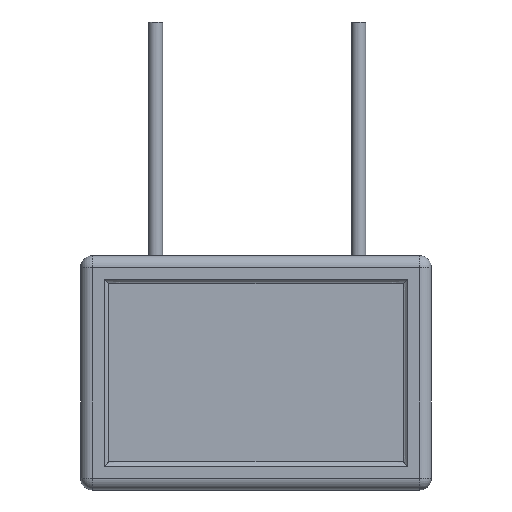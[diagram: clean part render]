
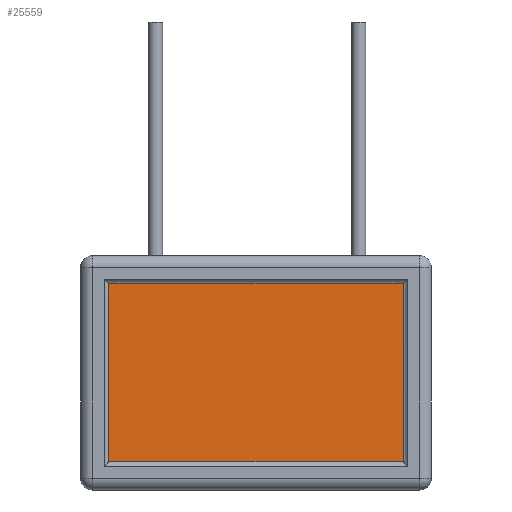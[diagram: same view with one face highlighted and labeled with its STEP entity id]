
A CAD part, front view. The second image highlights one B-rep face of the part: STEP entity #25559.
In plain terms, the highlighted planar face has unit normal (0, -1, 0).
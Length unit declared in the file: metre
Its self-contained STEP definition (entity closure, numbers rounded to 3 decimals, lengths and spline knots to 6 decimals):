
#1384=LINE('',#36602,#3382);
#1385=LINE('',#36738,#3383);
#1386=LINE('',#36864,#3384);
#1387=LINE('',#36985,#3385);
#3382=VECTOR('',#28982,1.);
#3383=VECTOR('',#28983,1.);
#3384=VECTOR('',#28984,1.);
#3385=VECTOR('',#28985,1.);
#6842=ORIENTED_EDGE('',*,*,#15013,.F.);
#6843=ORIENTED_EDGE('',*,*,#15006,.F.);
#6844=ORIENTED_EDGE('',*,*,#15010,.F.);
#6845=ORIENTED_EDGE('',*,*,#15012,.F.);
#15006=EDGE_CURVE('',#19096,#19097,#1384,.F.);
#15010=EDGE_CURVE('',#19098,#19096,#1385,.F.);
#15012=EDGE_CURVE('',#19099,#19098,#1386,.T.);
#15013=EDGE_CURVE('',#19097,#19099,#1387,.T.);
#19096=VERTEX_POINT('',#36603);
#19097=VERTEX_POINT('',#36604);
#19098=VERTEX_POINT('',#36737);
#19099=VERTEX_POINT('',#36863);
#22204=EDGE_LOOP('',(#6842,#6843,#6844,#6845));
#23712=FACE_BOUND('',#22204,.T.);
#25171=PLANE('',#27216);
#25559=ADVANCED_FACE('',(#23712),#25171,.T.);
#27216=AXIS2_PLACEMENT_3D('',#36986,#28986,#28987);
#28982=DIRECTION('',(0.,0.,-1.));
#28983=DIRECTION('',(1.,0.,0.));
#28984=DIRECTION('',(0.,0.,-1.));
#28985=DIRECTION('',(1.,0.,0.));
#28986=DIRECTION('',(0.,-1.,0.));
#28987=DIRECTION('',(1.,0.,0.));
#36602=CARTESIAN_POINT('',(-0.060708,-0.023,0.001449));
#36603=CARTESIAN_POINT('',(-0.060708,-0.023,-0.036652));
#36604=CARTESIAN_POINT('',(-0.060708,-0.023,0.03955));
#36737=CARTESIAN_POINT('',(0.065292,-0.023,-0.036652));
#36738=CARTESIAN_POINT('',(0.002292,-0.023,-0.036652));
#36863=CARTESIAN_POINT('',(0.065292,-0.023,0.03955));
#36864=CARTESIAN_POINT('',(0.065292,-0.023,0.001449));
#36985=CARTESIAN_POINT('',(0.002292,-0.023,0.03955));
#36986=CARTESIAN_POINT('',(0.002292,-0.023,0.001449));
